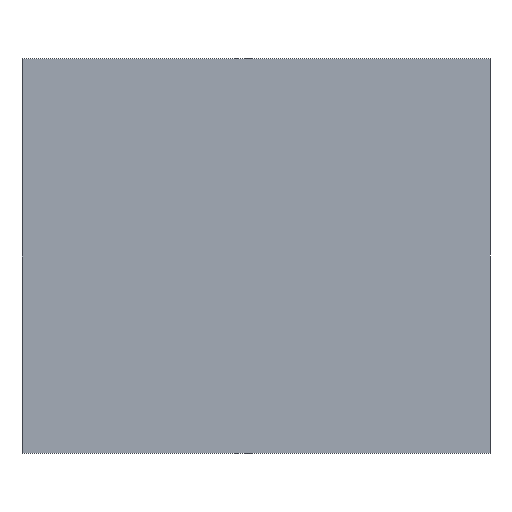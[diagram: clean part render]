
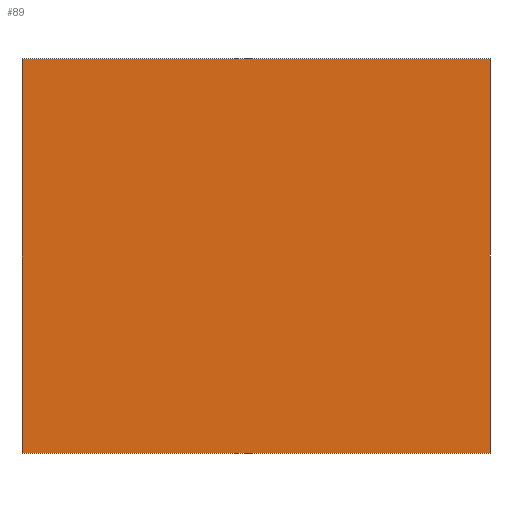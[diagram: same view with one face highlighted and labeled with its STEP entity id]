
A CAD part, front view. The second image highlights one B-rep face of the part: STEP entity #89.
In plain terms, the highlighted planar face has unit normal (0, -1, 0).
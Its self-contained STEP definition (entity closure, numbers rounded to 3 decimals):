
#1 = VERTEX_POINT ( 'NONE', #82 ) ;
#8 = EDGE_LOOP ( 'NONE', ( #168, #37, #18, #233 ) ) ;
#14 = LINE ( 'NONE', #215, #231 ) ;
#15 = DIRECTION ( 'NONE',  ( 0., 0., -1. ) ) ;
#18 = ORIENTED_EDGE ( 'NONE', *, *, #23, .T. ) ;
#20 = VERTEX_POINT ( 'NONE', #191 ) ;
#23 = EDGE_CURVE ( 'NONE', #130, #20, #138, .T. ) ;
#28 = EDGE_CURVE ( 'NONE', #226, #20, #140, .T. ) ;
#37 = ORIENTED_EDGE ( 'NONE', *, *, #174, .T. ) ;
#47 = CARTESIAN_POINT ( 'NONE',  ( 38., 0., 0. ) ) ;
#67 = DIRECTION ( 'NONE',  ( 1., 0., 0. ) ) ;
#68 = EDGE_CURVE ( 'NONE', #1, #226, #147, .T. ) ;
#82 = CARTESIAN_POINT ( 'NONE',  ( 0., 0., 0. ) ) ;
#89 = ADVANCED_FACE ( 'NONE', ( #163 ), #120, .F. ) ;
#108 = CARTESIAN_POINT ( 'NONE',  ( 0., 0., 0. ) ) ;
#113 = VECTOR ( 'NONE', #192, 1000. ) ;
#120 = PLANE ( 'NONE',  #210 ) ;
#127 = DIRECTION ( 'NONE',  ( 1., 0., 0. ) ) ;
#130 = VERTEX_POINT ( 'NONE', #180 ) ;
#138 = LINE ( 'NONE', #211, #149 ) ;
#140 = LINE ( 'NONE', #47, #113 ) ;
#147 = LINE ( 'NONE', #108, #148 ) ;
#148 = VECTOR ( 'NONE', #127, 1000. ) ;
#149 = VECTOR ( 'NONE', #67, 1000. ) ;
#162 = CARTESIAN_POINT ( 'NONE',  ( 0., 0., 0. ) ) ;
#163 = FACE_OUTER_BOUND ( 'NONE', #8, .T. ) ;
#168 = ORIENTED_EDGE ( 'NONE', *, *, #68, .F. ) ;
#174 = EDGE_CURVE ( 'NONE', #1, #130, #14, .T. ) ;
#180 = CARTESIAN_POINT ( 'NONE',  ( 0., 0., -32. ) ) ;
#183 = DIRECTION ( 'NONE',  ( 0., 1., 0. ) ) ;
#191 = CARTESIAN_POINT ( 'NONE',  ( 38., 0., -32. ) ) ;
#192 = DIRECTION ( 'NONE',  ( 0., 0., -1. ) ) ;
#196 = CARTESIAN_POINT ( 'NONE',  ( 38., 0., 0. ) ) ;
#210 = AXIS2_PLACEMENT_3D ( 'NONE', #162, #183, #236 ) ;
#211 = CARTESIAN_POINT ( 'NONE',  ( 0., 0., -32. ) ) ;
#215 = CARTESIAN_POINT ( 'NONE',  ( 0., 0., 0. ) ) ;
#226 = VERTEX_POINT ( 'NONE', #196 ) ;
#231 = VECTOR ( 'NONE', #15, 1000. ) ;
#233 = ORIENTED_EDGE ( 'NONE', *, *, #28, .F. ) ;
#236 = DIRECTION ( 'NONE',  ( 0., 0., 1. ) ) ;
